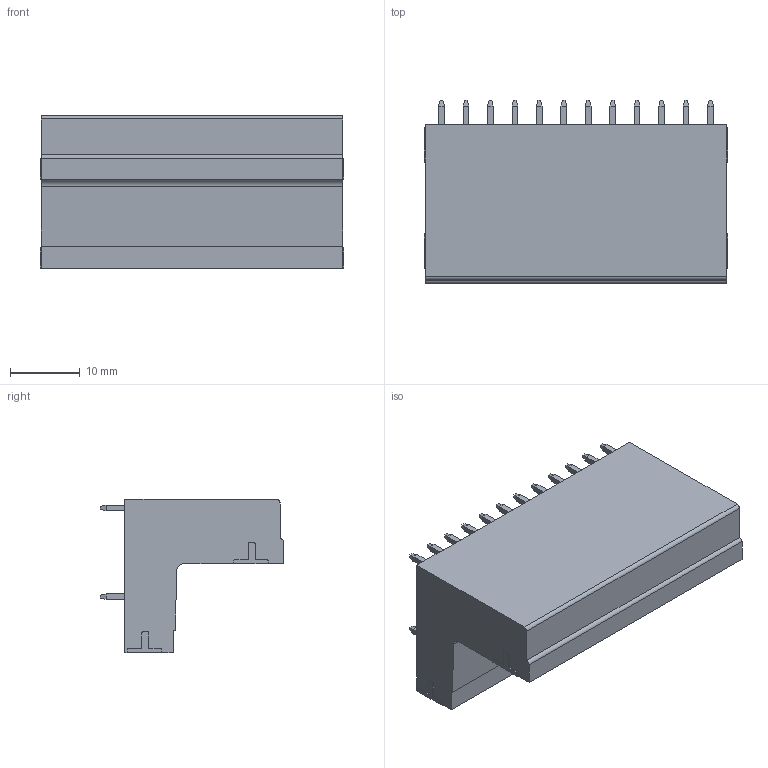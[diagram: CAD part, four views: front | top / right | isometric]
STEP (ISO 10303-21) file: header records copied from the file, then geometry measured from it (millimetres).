
FILE_DESCRIPTION((''),'2;1');
FILE_NAME('TLPHDC-005R-XXP','2024-09-23T14:58:45',('sheji109'),(''),'CREO PARAMETRIC BY PTC INC, 2018100','CREO PARAMETRIC BY PTC INC, 2018100','');
FILE_SCHEMA(('CONFIG_CONTROL_DESIGN'));
Length unit declared in the file: millimetre
Products named in the file (1): TLPHDC-005R-XXP
Bounding box: 43.4 x 26.2 x 21.9 mm (x, y, z)
Volume: 10204.4 mm3; surface area: 9226.9 mm2
Topology: 1 solids, 1 shells, 1862 faces, 5028 edges, 3264 vertices
Faces by surface type: plane 1315, cylinder 379, cone 120, torus 48
Entity records: 58240 total; most frequent: CARTESIAN_POINT 11090, ORIENTED_EDGE 10056, DIRECTION 9438, EDGE_CURVE 5028, VECTOR 3862, LINE 3862, VERTEX_POINT 3264, AXIS2_PLACEMENT_3D 2788
